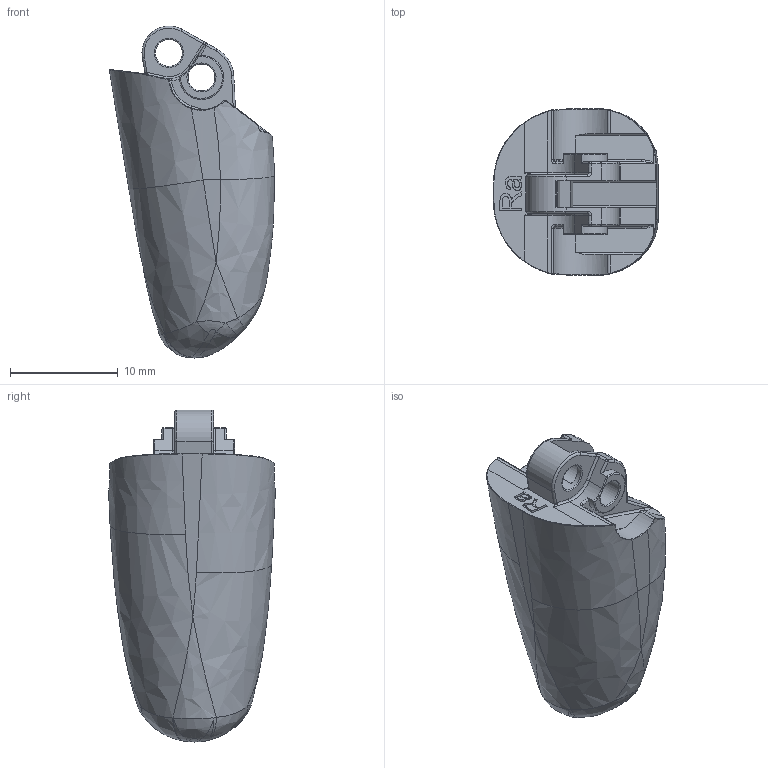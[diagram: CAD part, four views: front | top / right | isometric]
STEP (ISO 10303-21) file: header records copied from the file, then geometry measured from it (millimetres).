
FILE_DESCRIPTION(/* description */ (''),/* implementation_level */ '2;1');
FILE_NAME(/* name */ 'RingFingerTip.step',/* time_stamp */ '2024-11-06T16:39:43+09:00',/* author */ (''),/* organization */ (''),/* preprocessor_version */ 'ST-DEVELOPER v20',/* originating_system */ 'Autodesk Translation Framework v13.20.0.188',/* authorisation */ '');
FILE_SCHEMA (('AUTOMOTIVE_DESIGN { 1 0 10303 214 3 1 1 }'));
Length unit declared in the file: millimetre
Products named in the file (1): 第1関節 (3)(ミラー)
Bounding box: 15.31 x 15.47 x 30.81 mm (x, y, z)
Volume: 3269 mm3; surface area: 1544.2 mm2
Topology: 1 solids, 1 shells, 270 faces, 709 edges, 431 vertices
Faces by surface type: bspline 138, cylinder 55, plane 53, torus 18, sphere 6
Full cylindrical faces by diameter (mm): 2.5 x3
Entity records: 11365 total; most frequent: CARTESIAN_POINT 5482, ORIENTED_EDGE 1396, DIRECTION 919, EDGE_CURVE 698, VERTEX_POINT 431, AXIS2_PLACEMENT_3D 320, EDGE_LOOP 279, LINE 279
